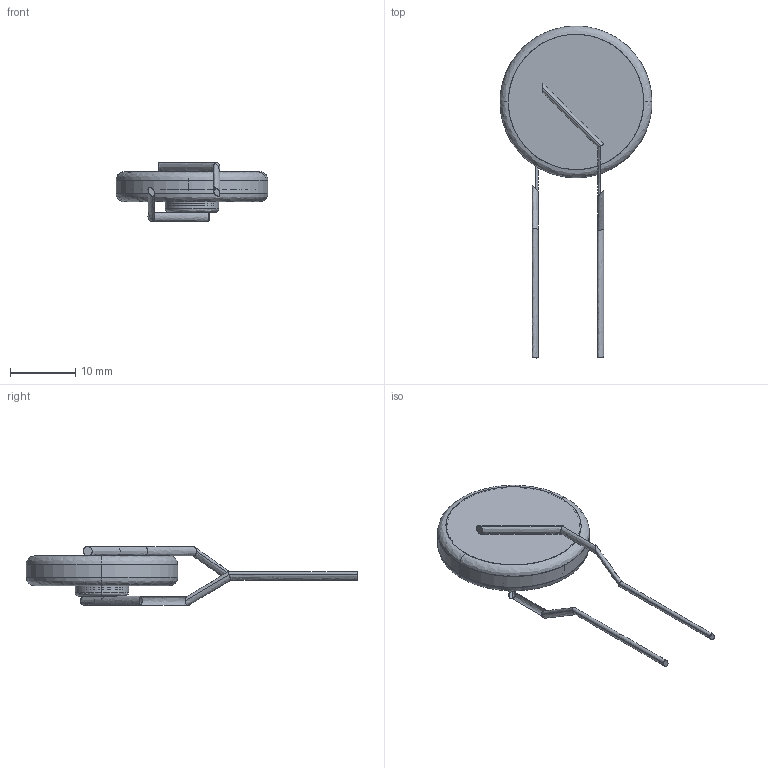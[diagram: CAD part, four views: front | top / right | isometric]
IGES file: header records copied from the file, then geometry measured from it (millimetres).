
Start section: SolidWorks IGES file using analytic representation for surfaces
Global section: file name: GMOV-20D.IGS; native system: SolidWorks 2018; preprocessor: SolidWorks 2018; author: Lidsneyf; date: 190430.124112; units: inch
Bounding box: 23.27 x 50.85 x 8.99 mm (x, y, z)
Surface area: 3875.3 mm2 (no closed solid volume)
Topology: 0 solids, 0 shells, 598 faces, 4231 edges, 4231 vertices
Faces by surface type: bspline 588, revolution 10
